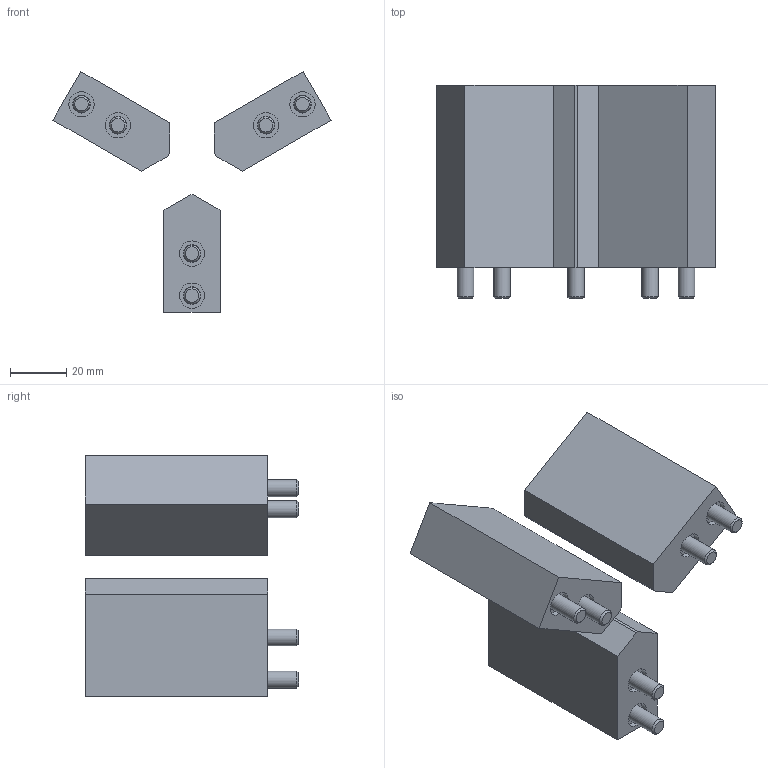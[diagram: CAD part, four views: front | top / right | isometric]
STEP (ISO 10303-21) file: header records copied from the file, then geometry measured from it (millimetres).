
FILE_DESCRIPTION(/* description */ ('STEP AP214'),/* implementation_level */ '2;1');
FILE_NAME(/* name */ '541104_BUB-HGDT-50',/* time_stamp */ '2024-08-05T15:26:15+02:00',/* author */ ('License CC BY-ND 4.0'),/* organization */ ('CADENAS'),/* preprocessor_version */ 'ST-DEVELOPER v19.3',/* originating_system */ 'PARTsolutions',/* authorisation */ ' ');
FILE_SCHEMA (('AUTOMOTIVE_DESIGN {1 0 10303 214 3 1 1}'));
Length unit declared in the file: millimetre
Products named in the file (3): 541104 BUB-HGDT-50; 541104 BUB-HGDT-50---(P); DIN-912 - M6x18(F)
Assembly tree (9 placements, depth 2):
  541104 BUB-HGDT-50
    541104 BUB-HGDT-50---(P)  x3
    DIN-912 - M6x18(F)  x6
Bounding box: 99.2 x 76 x 85.91 mm (x, y, z)
Volume: 127737 mm3; surface area: 43565.4 mm2
Topology: 9 solids, 9 shells, 222 faces, 426 edges, 240 vertices
Faces by surface type: plane 126, cone 66, cylinder 30
Full cylindrical faces by diameter (mm): 6 x6, 6.3 x6, 9 x6, 10 x6, 10.4 x6
Entity records: 1222 total; most frequent: DIRECTION 212, CARTESIAN_POINT 205, ORIENTED_EDGE 148, AXIS2_PLACEMENT_3D 88, EDGE_CURVE 74, FACE_BOUND 69, EDGE_LOOP 68, VERTEX_POINT 51
